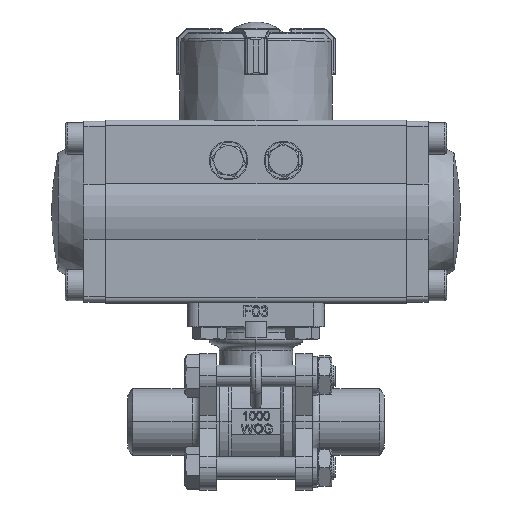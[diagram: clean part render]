
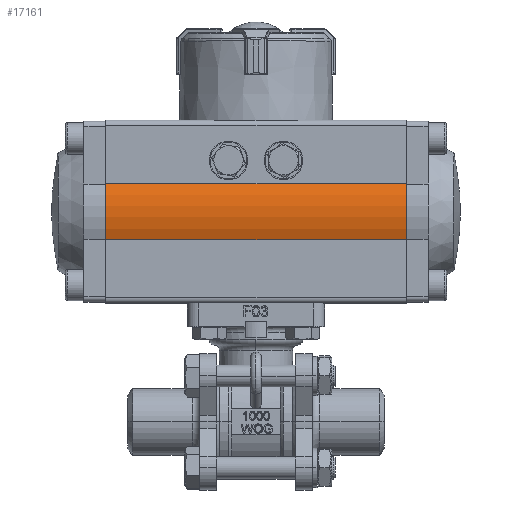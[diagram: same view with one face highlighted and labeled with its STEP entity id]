
A CAD part, top view. The second image highlights one B-rep face of the part: STEP entity #17161.
In plain terms, the highlighted cylindrical face has radius 20 mm (diameter 40 mm), a partial arc.
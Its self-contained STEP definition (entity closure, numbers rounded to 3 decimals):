
#1273=CYLINDRICAL_SURFACE('',#19034,20.);
#2045=LINE('',#32572,#3094);
#2046=LINE('',#32576,#3095);
#3094=VECTOR('',#22548,1000.);
#3095=VECTOR('',#22551,1000.);
#6376=ORIENTED_EDGE('',*,*,#9815,.F.);
#6377=ORIENTED_EDGE('',*,*,#9816,.F.);
#6378=ORIENTED_EDGE('',*,*,#9817,.T.);
#6379=ORIENTED_EDGE('',*,*,#9818,.T.);
#9815=EDGE_CURVE('',#11753,#11754,#12831,.T.);
#9816=EDGE_CURVE('',#11755,#11753,#2045,.T.);
#9817=EDGE_CURVE('',#11755,#11756,#12832,.T.);
#9818=EDGE_CURVE('',#11756,#11754,#2046,.T.);
#11753=VERTEX_POINT('',#32570);
#11754=VERTEX_POINT('',#32571);
#11755=VERTEX_POINT('',#32573);
#11756=VERTEX_POINT('',#32575);
#12831=CIRCLE('',#19035,20.);
#12832=CIRCLE('',#19036,20.);
#13993=EDGE_LOOP('',(#6376,#6377,#6378,#6379));
#15400=FACE_BOUND('',#13993,.T.);
#17161=ADVANCED_FACE('',(#15400),#1273,.T.);
#19034=AXIS2_PLACEMENT_3D('',#32568,#22544,#22545);
#19035=AXIS2_PLACEMENT_3D('',#32569,#22546,#22547);
#19036=AXIS2_PLACEMENT_3D('',#32574,#22549,#22550);
#22544=DIRECTION('',(0.,0.,1.));
#22545=DIRECTION('',(1.,0.,0.));
#22546=DIRECTION('',(0.,0.,1.));
#22547=DIRECTION('',(1.,0.,0.));
#22548=DIRECTION('',(0.,0.,1.));
#22549=DIRECTION('',(0.,0.,1.));
#22550=DIRECTION('',(1.,0.,0.));
#22551=DIRECTION('',(0.,0.,1.));
#32568=CARTESIAN_POINT('',(0.,0.,0.));
#32569=CARTESIAN_POINT('',(0.,0.,41.));
#32570=CARTESIAN_POINT('',(-18.5,7.599,41.));
#32571=CARTESIAN_POINT('',(-18.5,-7.599,41.));
#32572=CARTESIAN_POINT('',(-18.5,7.599,0.));
#32573=CARTESIAN_POINT('',(-18.5,7.599,-41.));
#32574=CARTESIAN_POINT('',(0.,0.,-41.));
#32575=CARTESIAN_POINT('',(-18.5,-7.599,-41.));
#32576=CARTESIAN_POINT('',(-18.5,-7.599,0.));
